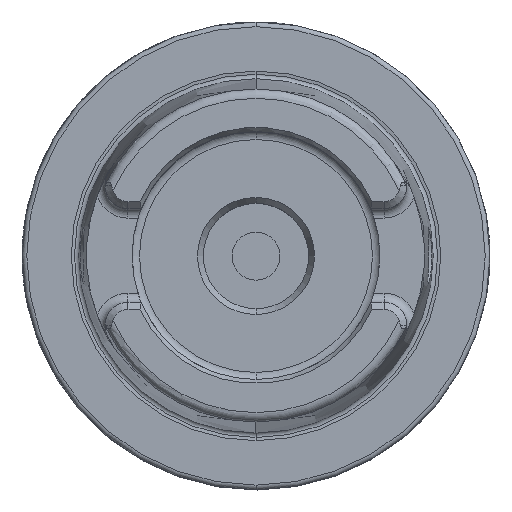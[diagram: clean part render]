
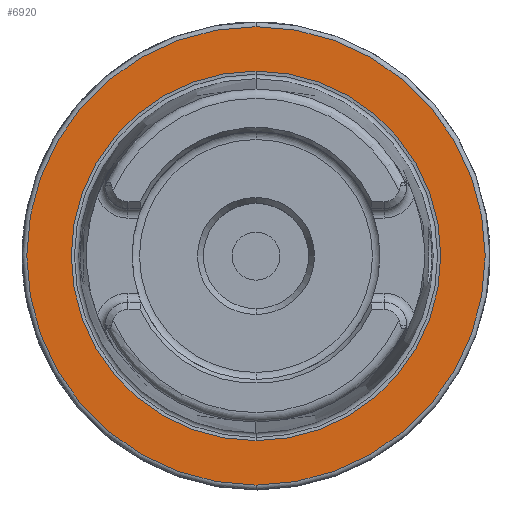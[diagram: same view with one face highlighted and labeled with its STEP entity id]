
A CAD part, top view. The second image highlights one B-rep face of the part: STEP entity #6920.
In plain terms, the highlighted planar face has unit normal (0, 0, 1).
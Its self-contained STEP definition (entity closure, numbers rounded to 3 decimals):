
#1271=CARTESIAN_POINT('',(0,0,29));
#1272=DIRECTION('',(0,0,1));
#1273=DIRECTION('',(0,1,0));
#1274=AXIS2_PLACEMENT_3D('',#1271,#1272,#1273);
#1276=CARTESIAN_POINT('',(0,0,29));
#1277=DIRECTION('',(0,0,1));
#1278=DIRECTION('',(0,-1,0));
#1279=AXIS2_PLACEMENT_3D('',#1276,#1277,#1278);
#1289=CARTESIAN_POINT('',(0,0,29));
#1290=DIRECTION('',(0,0,1));
#1291=DIRECTION('',(0,1,0));
#1292=AXIS2_PLACEMENT_3D('',#1289,#1290,#1291);
#1294=CARTESIAN_POINT('',(0,0,29));
#1295=DIRECTION('',(0,0,-1));
#1296=DIRECTION('',(0,1,0));
#1297=AXIS2_PLACEMENT_3D('',#1294,#1295,#1296);
#4569=CARTESIAN_POINT('',(0,39.499,29));
#4571=VERTEX_POINT('',#4569);
#4605=CARTESIAN_POINT('',(0,-39.499,29));
#4607=VERTEX_POINT('',#4605);
#4617=CARTESIAN_POINT('',(0,49,29));
#4618=CARTESIAN_POINT('',(0.,-49,29));
#4619=VERTEX_POINT('',#4617);
#4620=VERTEX_POINT('',#4618);
#6904=CARTESIAN_POINT('',(0,0,29));
#6905=DIRECTION('',(0,0,-1));
#6906=DIRECTION('',(0,-1,0));
#6907=AXIS2_PLACEMENT_3D('',#6904,#6905,#6906);
#6908=PLANE('',#6907);
#6909=ORIENTED_EDGE('',*,*,#6894,.F.);
#6911=ORIENTED_EDGE('',*,*,#6910,.F.);
#6912=EDGE_LOOP('',(#6909,#6911));
#6913=FACE_OUTER_BOUND('',#6912,.F.);
#6915=ORIENTED_EDGE('',*,*,#6914,.T.);
#6917=ORIENTED_EDGE('',*,*,#6916,.F.);
#6918=EDGE_LOOP('',(#6915,#6917));
#6919=FACE_BOUND('',#6918,.F.);
#6920=ADVANCED_FACE('',(#6913,#6919),#6908,.F.);
#1275=CIRCLE('',#1274,49);
#1280=CIRCLE('',#1279,49);
#1293=CIRCLE('',#1292,39.499);
#1298=CIRCLE('',#1297,39.499);
#6894=EDGE_CURVE('',#4619,#4620,#1275,.T.);
#6910=EDGE_CURVE('',#4620,#4619,#1280,.T.);
#6914=EDGE_CURVE('',#4571,#4607,#1293,.T.);
#6916=EDGE_CURVE('',#4571,#4607,#1298,.T.);
